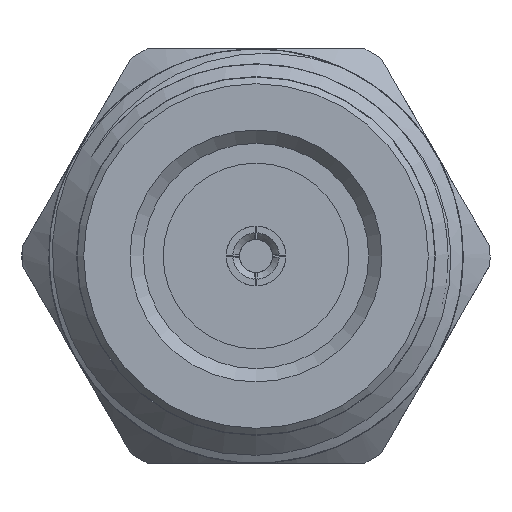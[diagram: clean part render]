
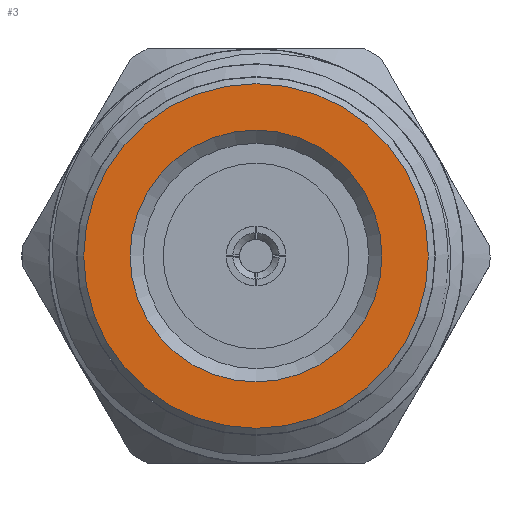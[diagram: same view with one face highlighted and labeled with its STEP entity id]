
A CAD part, left-side view. The second image highlights one B-rep face of the part: STEP entity #3.
In plain terms, the highlighted planar face has unit normal (-1, 0, 0).
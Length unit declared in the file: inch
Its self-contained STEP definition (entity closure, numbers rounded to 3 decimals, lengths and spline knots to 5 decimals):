
#3 = ADVANCED_FACE ( 'NONE', ( #9208, #12494 ), #1797, .T. ) ;
#817 = ORIENTED_EDGE ( 'NONE', *, *, #4630, .T. ) ;
#1080 = CARTESIAN_POINT ( 'NONE',  ( 0., 0., 0. ) ) ;
#1482 = DIRECTION ( 'NONE',  ( 1., 0., 0. ) ) ;
#1797 = PLANE ( 'NONE',  #14429 ) ;
#2980 = CIRCLE ( 'NONE', #11708, 0.19 ) ;
#4182 = CARTESIAN_POINT ( 'NONE',  ( 0., 0., 0.19 ) ) ;
#4630 = EDGE_CURVE ( 'NONE', #11312, #11312, #2980, .T. ) ;
#4894 = DIRECTION ( 'NONE',  ( 0., 0., -1. ) ) ;
#5493 = EDGE_LOOP ( 'NONE', ( #817 ) ) ;
#5655 = DIRECTION ( 'NONE',  ( 1., 0., 0. ) ) ;
#5687 = EDGE_CURVE ( 'NONE', #5848, #5848, #8490, .T. ) ;
#5848 = VERTEX_POINT ( 'NONE', #15160 ) ;
#6222 = AXIS2_PLACEMENT_3D ( 'NONE', #10933, #1482, #4894 ) ;
#7656 = DIRECTION ( 'NONE',  ( -1., 0., 0. ) ) ;
#8490 = CIRCLE ( 'NONE', #6222, 0.26 ) ;
#8988 = DIRECTION ( 'NONE',  ( 0., 0., 1. ) ) ;
#9208 = FACE_BOUND ( 'NONE', #5493, .T. ) ;
#10933 = CARTESIAN_POINT ( 'NONE',  ( 0., 0., 0. ) ) ;
#11312 = VERTEX_POINT ( 'NONE', #4182 ) ;
#11708 = AXIS2_PLACEMENT_3D ( 'NONE', #1080, #5655, #15214 ) ;
#12179 = ORIENTED_EDGE ( 'NONE', *, *, #5687, .F. ) ;
#12494 = FACE_OUTER_BOUND ( 'NONE', #14224, .T. ) ;
#14224 = EDGE_LOOP ( 'NONE', ( #12179 ) ) ;
#14429 = AXIS2_PLACEMENT_3D ( 'NONE', #14995, #7656, #8988 ) ;
#14995 = CARTESIAN_POINT ( 'NONE',  ( 0., 0., 0. ) ) ;
#15160 = CARTESIAN_POINT ( 'NONE',  ( 0., 0., -0.26 ) ) ;
#15214 = DIRECTION ( 'NONE',  ( 0., 0., 1. ) ) ;
